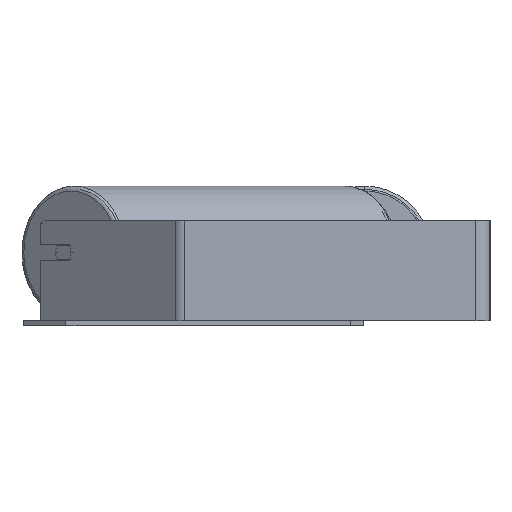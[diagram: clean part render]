
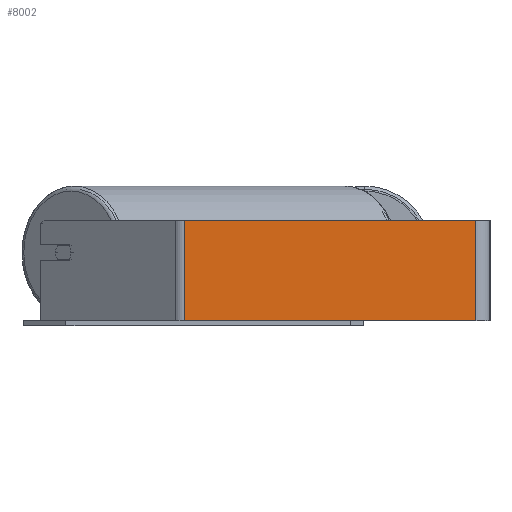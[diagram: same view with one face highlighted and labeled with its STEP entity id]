
A CAD part, left-side view. The second image highlights one B-rep face of the part: STEP entity #8002.
In plain terms, the highlighted planar face has unit normal (-1, 0, 0).
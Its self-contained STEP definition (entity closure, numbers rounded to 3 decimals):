
#195 = DIRECTION ( 'NONE',  ( 1., 0., 0. ) ) ;
#1507 = VECTOR ( 'NONE', #2986, 1000. ) ;
#1538 = EDGE_CURVE ( 'NONE', #3569, #5404, #5446, .T. ) ;
#1656 = DIRECTION ( 'NONE',  ( 0., 0., -1. ) ) ;
#2036 = EDGE_CURVE ( 'NONE', #6004, #5404, #8648, .T. ) ;
#2176 = EDGE_LOOP ( 'NONE', ( #6772, #6395, #6685, #8985 ) ) ;
#2280 = CARTESIAN_POINT ( 'NONE',  ( -700., 14., 50. ) ) ;
#2689 = VERTEX_POINT ( 'NONE', #3442 ) ;
#2870 = CARTESIAN_POINT ( 'NONE',  ( -700., 14., -50. ) ) ;
#2986 = DIRECTION ( 'NONE',  ( 0., -1., 0. ) ) ;
#3090 = DIRECTION ( 'NONE',  ( 0., 0., -1. ) ) ;
#3265 = PLANE ( 'NONE',  #8610 ) ;
#3292 = VECTOR ( 'NONE', #5142, 1000. ) ;
#3442 = CARTESIAN_POINT ( 'NONE',  ( -700., 304.493, 50. ) ) ;
#3489 = EDGE_CURVE ( 'NONE', #2689, #6004, #4141, .T. ) ;
#3569 = VERTEX_POINT ( 'NONE', #9334 ) ;
#3672 = LINE ( 'NONE', #6576, #4952 ) ;
#4141 = LINE ( 'NONE', #4179, #1507 ) ;
#4179 = CARTESIAN_POINT ( 'NONE',  ( -700., 309.589, 50. ) ) ;
#4430 = CARTESIAN_POINT ( 'NONE',  ( -700., 14., 50. ) ) ;
#4952 = VECTOR ( 'NONE', #1656, 1000. ) ;
#5142 = DIRECTION ( 'NONE',  ( 0., 0., -1. ) ) ;
#5275 = CARTESIAN_POINT ( 'NONE',  ( -700., 309.589, 50. ) ) ;
#5306 = CARTESIAN_POINT ( 'NONE',  ( -700., 309.589, -50. ) ) ;
#5404 = VERTEX_POINT ( 'NONE', #2870 ) ;
#5446 = LINE ( 'NONE', #5306, #6168 ) ;
#6004 = VERTEX_POINT ( 'NONE', #2280 ) ;
#6168 = VECTOR ( 'NONE', #8335, 1000. ) ;
#6395 = ORIENTED_EDGE ( 'NONE', *, *, #2036, .F. ) ;
#6576 = CARTESIAN_POINT ( 'NONE',  ( -700., 304.493, 50. ) ) ;
#6685 = ORIENTED_EDGE ( 'NONE', *, *, #3489, .F. ) ;
#6772 = ORIENTED_EDGE ( 'NONE', *, *, #1538, .T. ) ;
#7132 = EDGE_CURVE ( 'NONE', #2689, #3569, #3672, .T. ) ;
#8002 = ADVANCED_FACE ( 'NONE', ( #8249 ), #3265, .F. ) ;
#8249 = FACE_OUTER_BOUND ( 'NONE', #2176, .T. ) ;
#8335 = DIRECTION ( 'NONE',  ( 0., -1., 0. ) ) ;
#8610 = AXIS2_PLACEMENT_3D ( 'NONE', #5275, #195, #3090 ) ;
#8648 = LINE ( 'NONE', #4430, #3292 ) ;
#8985 = ORIENTED_EDGE ( 'NONE', *, *, #7132, .T. ) ;
#9334 = CARTESIAN_POINT ( 'NONE',  ( -700., 304.493, -50. ) ) ;
